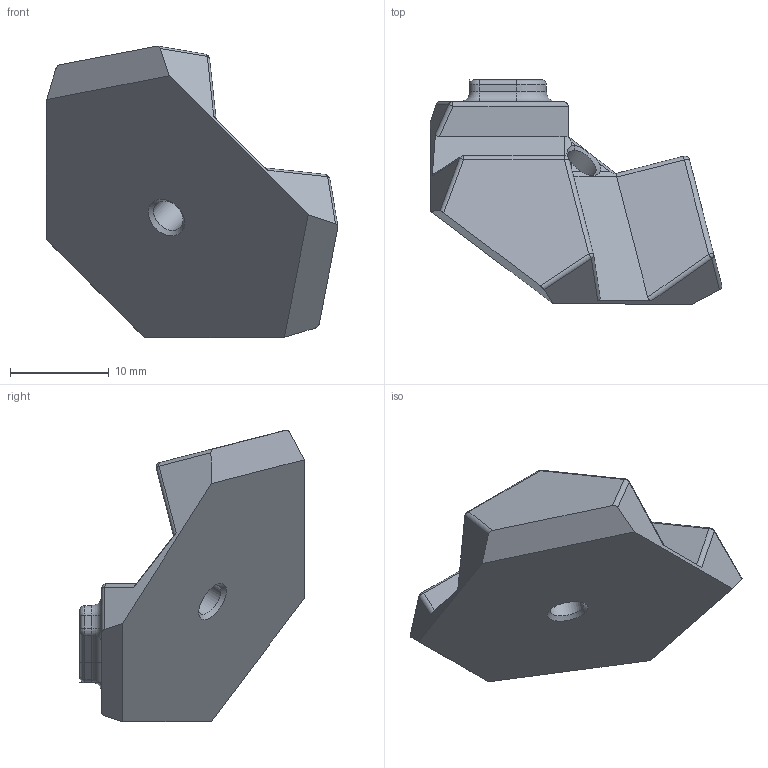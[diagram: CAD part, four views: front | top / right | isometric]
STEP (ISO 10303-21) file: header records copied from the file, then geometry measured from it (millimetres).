
FILE_DESCRIPTION(/* description */ (''),/* implementation_level */ '2;1');
FILE_NAME(/* name */ 'tophat_corner_mount_with_routing.step',/* time_stamp */ '2020-09-11T12:20:20-07:00',/* author */ (''),/* organization */ (''),/* preprocessor_version */ 'ST-DEVELOPER v18.1',/* originating_system */ 'Autodesk Translation Framework v9.3.0.1241',/* authorisation */ '');
FILE_SCHEMA (('AUTOMOTIVE_DESIGN { 1 0 10303 214 3 1 1 }'));
Length unit declared in the file: millimetre
Products named in the file (1): tophat_corner_mount_LED
Bounding box: 29.6 x 22.74 x 29.6 mm (x, y, z)
Volume: 4225 mm3; surface area: 2247.6 mm2
Topology: 1 solids, 1 shells, 94 faces, 231 edges, 139 vertices
Faces by surface type: cylinder 39, plane 34, sphere 8, bspline 6, torus 6, cone 1
Full cylindrical faces by diameter (mm): 3.4 x1
Entity records: 3239 total; most frequent: CARTESIAN_POINT 962, DIRECTION 487, ORIENTED_EDGE 462, EDGE_CURVE 231, AXIS2_PLACEMENT_3D 180, VERTEX_POINT 139, LINE 127, VECTOR 127
